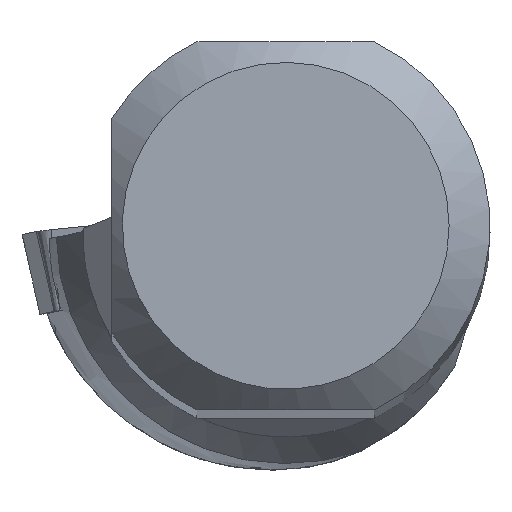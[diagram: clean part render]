
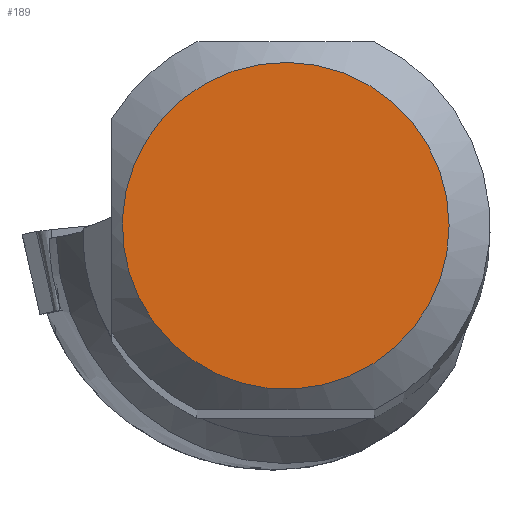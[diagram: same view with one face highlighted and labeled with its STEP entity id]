
A CAD part, top view. The second image highlights one B-rep face of the part: STEP entity #189.
In plain terms, the highlighted planar face has unit normal (0, 0, 1).
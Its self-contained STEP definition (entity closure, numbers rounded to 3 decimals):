
#149=FACE_OUTER_BOUND('',#372,.T.);
#189=ADVANCED_FACE('CU_SU_BP3',(#149),#217,.T.);
#217=PLANE('',#975);
#372=EDGE_LOOP('',(#528));
#528=ORIENTED_EDGE('',*,*,#771,.T.);
#677=VERTEX_POINT('',#1600);
#771=EDGE_CURVE('',#677,#677,#820,.T.);
#820=CIRCLE('',#974,7.991);
#974=AXIS2_PLACEMENT_3D('',#1599,#1166,#1167);
#975=AXIS2_PLACEMENT_3D('',#1601,#1168,#1169);
#1166=DIRECTION('',(0.,0.,1.));
#1167=DIRECTION('',(1.,0.,0.));
#1168=DIRECTION('',(0.,0.,1.));
#1169=DIRECTION('',(1.,0.,0.));
#1599=CARTESIAN_POINT('',(0.,0.,0.));
#1600=CARTESIAN_POINT('',(7.991,0.,0.));
#1601=CARTESIAN_POINT('',(0.,0.,
0.));
